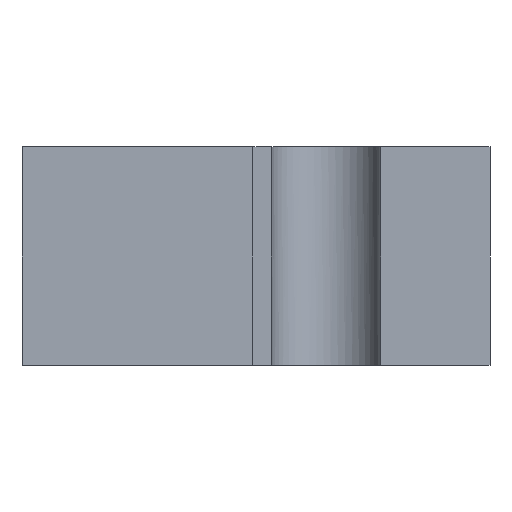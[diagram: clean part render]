
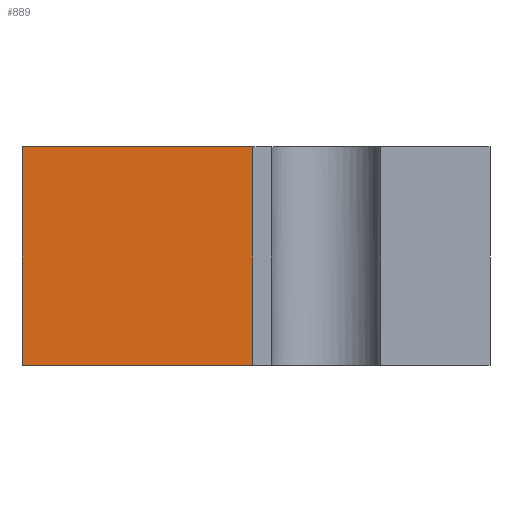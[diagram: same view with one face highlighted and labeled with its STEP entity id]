
A CAD part, front view. The second image highlights one B-rep face of the part: STEP entity #889.
In plain terms, the highlighted free-form (B-spline) face has degree [1, 1] with [2, 2] control points.
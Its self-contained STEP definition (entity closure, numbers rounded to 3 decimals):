
#590 = VERTEX_POINT('',#591);
#591 = CARTESIAN_POINT('',(67.273,0.,-63.732));
#596 = EDGE_CURVE('',#590,#597,#599,.T.);
#597 = VERTEX_POINT('',#598);
#598 = CARTESIAN_POINT('',(0.,0.,-63.732));
#599 = B_SPLINE_CURVE_WITH_KNOTS('',1,(#600,#601),.UNSPECIFIED.,.F.,.F.,
  (2,2),(-76.,0.),.PIECEWISE_BEZIER_KNOTS.);
#600 = CARTESIAN_POINT('',(67.273,0.,-63.732));
#601 = CARTESIAN_POINT('',(0.,0.,-63.732));
#700 = VERTEX_POINT('',#701);
#701 = CARTESIAN_POINT('',(67.273,0.,0.));
#708 = EDGE_CURVE('',#700,#590,#709,.T.);
#709 = B_SPLINE_CURVE_WITH_KNOTS('',1,(#710,#711),.UNSPECIFIED.,.F.,.F.,
  (2,2),(0.,72.),.PIECEWISE_BEZIER_KNOTS.);
#710 = CARTESIAN_POINT('',(67.273,0.,0.));
#711 = CARTESIAN_POINT('',(67.273,0.,-63.732));
#870 = VERTEX_POINT('',#871);
#871 = CARTESIAN_POINT('',(0.,0.,0.));
#880 = EDGE_CURVE('',#870,#597,#881,.T.);
#881 = B_SPLINE_CURVE_WITH_KNOTS('',1,(#882,#883),.UNSPECIFIED.,.F.,.F.,
  (2,2),(0.,72.),.PIECEWISE_BEZIER_KNOTS.);
#882 = CARTESIAN_POINT('',(0.,0.,0.));
#883 = CARTESIAN_POINT('',(0.,0.,-63.732));
#889 = ADVANCED_FACE('',(#890),#900,.T.);
#890 = FACE_BOUND('',#891,.T.);
#891 = EDGE_LOOP('',(#892,#897,#898,#899));
#892 = ORIENTED_EDGE('',*,*,#893,.F.);
#893 = EDGE_CURVE('',#870,#700,#894,.T.);
#894 = B_SPLINE_CURVE_WITH_KNOTS('',1,(#895,#896),.UNSPECIFIED.,.F.,.F.,
  (2,2),(0.,76.),.PIECEWISE_BEZIER_KNOTS.);
#895 = CARTESIAN_POINT('',(0.,0.,0.));
#896 = CARTESIAN_POINT('',(67.273,0.,0.));
#897 = ORIENTED_EDGE('',*,*,#880,.T.);
#898 = ORIENTED_EDGE('',*,*,#596,.F.);
#899 = ORIENTED_EDGE('',*,*,#708,.F.);
#900 = B_SPLINE_SURFACE_WITH_KNOTS('',1,1,(
    (#901,#902)
    ,(#903,#904
    )),.UNSPECIFIED.,.F.,.F.,.F.,(2,2),(2,2),(0.,76.),(0.,72.),
  .PIECEWISE_BEZIER_KNOTS.);
#901 = CARTESIAN_POINT('',(67.273,0.,0.));
#902 = CARTESIAN_POINT('',(67.273,0.,-63.732));
#903 = CARTESIAN_POINT('',(0.,0.,0.));
#904 = CARTESIAN_POINT('',(0.,0.,-63.732));
